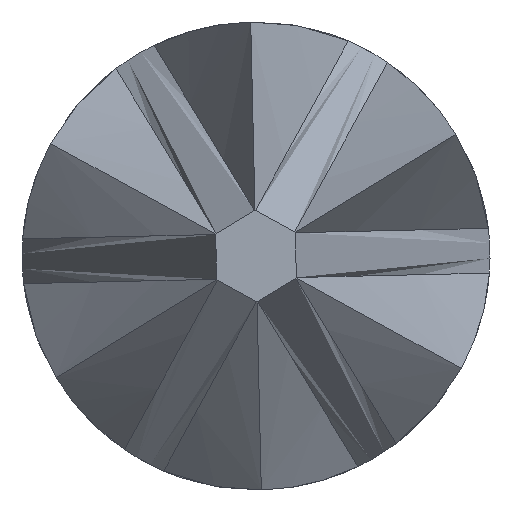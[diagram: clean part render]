
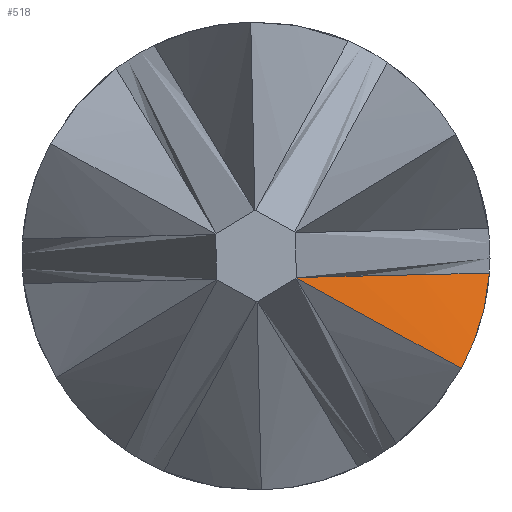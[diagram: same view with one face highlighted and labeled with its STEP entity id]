
A CAD part, left-side view. The second image highlights one B-rep face of the part: STEP entity #518.
In plain terms, the highlighted conical face has half-angle 37.5 degrees and reference radius 6.731 mm.
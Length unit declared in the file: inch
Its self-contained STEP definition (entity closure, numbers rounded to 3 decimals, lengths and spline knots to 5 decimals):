
#80 = CARTESIAN_POINT ( 'NONE',  ( -0.45, -0.00415, -0.00227 ) ) ;
#85 = DIRECTION ( 'NONE',  ( 0., 0.023, 1. ) ) ;
#134 = CARTESIAN_POINT ( 'NONE',  ( -0.45, -0.00405, -0.00216 ) ) ;
#194 = CARTESIAN_POINT ( 'NONE',  ( -0.41318, -0.02344, -0.00172 ) ) ;
#228 = VERTEX_POINT ( 'NONE', #194 ) ;
#270 = VERTEX_POINT ( 'NONE', #2169 ) ;
#403 = CARTESIAN_POINT ( 'NONE',  ( -0.43863, -0.01491, -0.00817 ) ) ;
#518 = ADVANCED_FACE ( 'NONE', ( #1281 ), #1934, .F. ) ;
#562 = EDGE_CURVE ( 'NONE', #228, #1727, #1893, .T. ) ;
#563 = CARTESIAN_POINT ( 'NONE',  ( -0.41962, -0.02315, -0.00562 ) ) ;
#661 = ORIENTED_EDGE ( 'NONE', *, *, #562, .F. ) ;
#783 = CARTESIAN_POINT ( 'NONE',  ( -0.43336, -0.02061, -0.01129 ) ) ;
#986 = CARTESIAN_POINT ( 'NONE',  ( -0.45, -0.00405, -0.00216 ) ) ;
#1067 = ORIENTED_EDGE ( 'NONE', *, *, #1675, .T. ) ;
#1112 = CARTESIAN_POINT ( 'NONE',  ( -0.43336, -0.02061, -0.01129 ) ) ;
#1165 = CARTESIAN_POINT ( 'NONE',  ( -0.45, -0.00412, -0.00223 ) ) ;
#1173 = CARTESIAN_POINT ( 'NONE',  ( -0.60607, -0.34494, 0.00554 ) ) ;
#1281 = FACE_OUTER_BOUND ( 'NONE', #2213, .T. ) ;
#1364 = ORIENTED_EDGE ( 'NONE', *, *, #1857, .T. ) ;
#1367 = DIRECTION ( 'NONE',  ( 1., 0., 0. ) ) ;
#1469 = DIRECTION ( 'NONE',  ( 1., 0., 0. ) ) ;
#1470 = VERTEX_POINT ( 'NONE', #134 ) ;
#1637 = CARTESIAN_POINT ( 'NONE',  ( -0.60607, -0.34818, -0.13778 ) ) ;
#1675 = EDGE_CURVE ( 'NONE', #270, #1727, #2276, .T. ) ;
#1690 = CARTESIAN_POINT ( 'NONE',  ( -0.43336, -0.02061, -0.01129 ) ) ;
#1727 = VERTEX_POINT ( 'NONE', #783 ) ;
#1793 = CARTESIAN_POINT ( 'NONE',  ( -0.41318, -0.02344, -0.00172 ) ) ;
#1802 = EDGE_CURVE ( 'NONE', #270, #1470, #2107, .T. ) ;
#1808 = AXIS2_PLACEMENT_3D ( 'NONE', #1637, #1820, #1469 ) ;
#1820 = DIRECTION ( 'NONE',  ( 0., 0.023, 1. ) ) ;
#1857 = EDGE_CURVE ( 'NONE', #228, #1470, #1968, .T. ) ;
#1893 = B_SPLINE_CURVE_WITH_KNOTS ( 'NONE', 3,
 ( #1793, #563, #2181, #1112 ),
 .UNSPECIFIED., .F., .F.,
 ( 4, 4 ),
 ( 0.0001, 0.00067 ),
 .UNSPECIFIED. ) ;
#1934 = CONICAL_SURFACE ( 'NONE', #1808, 0.265, 0.654 ) ;
#1968 = CIRCLE ( 'NONE', #2197, 0.375 ) ;
#2024 = CARTESIAN_POINT ( 'NONE',  ( -0.44417, -0.00942, -0.00516 ) ) ;
#2055 = CARTESIAN_POINT ( 'NONE',  ( -0.45, -0.00408, -0.0022 ) ) ;
#2107 = B_SPLINE_CURVE_WITH_KNOTS ( 'NONE', 3,
 ( #80, #1165, #2055, #986 ),
 .UNSPECIFIED., .F., .F.,
 ( 4, 4 ),
 ( 0.00281, 0.00282 ),
 .UNSPECIFIED. ) ;
#2159 = CARTESIAN_POINT ( 'NONE',  ( -0.45, -0.00415, -0.00227 ) ) ;
#2169 = CARTESIAN_POINT ( 'NONE',  ( -0.45, -0.00415, -0.00227 ) ) ;
#2181 = CARTESIAN_POINT ( 'NONE',  ( -0.42642, -0.02203, -0.0087 ) ) ;
#2197 = AXIS2_PLACEMENT_3D ( 'NONE', #1173, #85, #1367 ) ;
#2213 = EDGE_LOOP ( 'NONE', ( #2258, #1067, #661, #1364 ) ) ;
#2258 = ORIENTED_EDGE ( 'NONE', *, *, #1802, .F. ) ;
#2276 = B_SPLINE_CURVE_WITH_KNOTS ( 'NONE', 3,
 ( #2159, #2024, #403, #1690 ),
 .UNSPECIFIED., .F., .F.,
 ( 4, 4 ),
 ( 0., 0.00064 ),
 .UNSPECIFIED. ) ;
